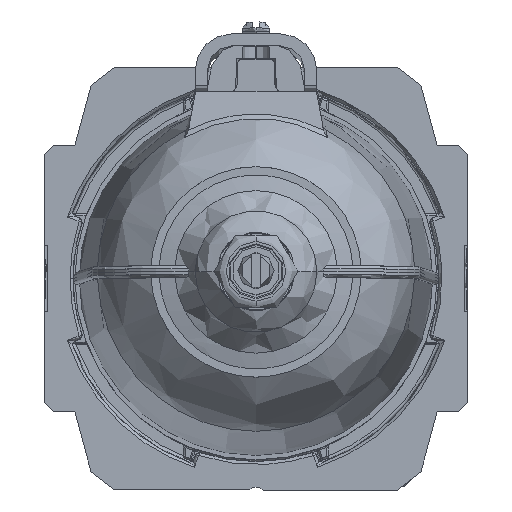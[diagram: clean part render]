
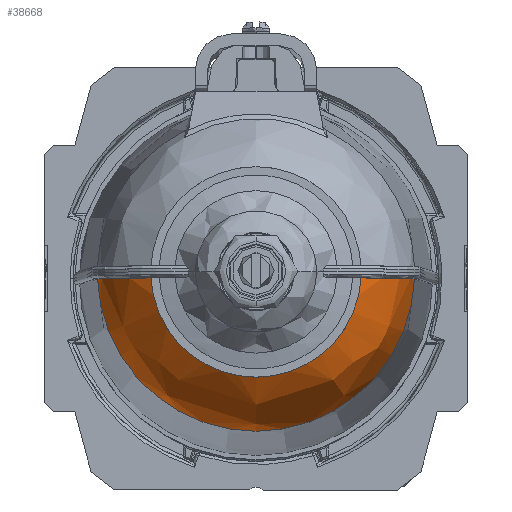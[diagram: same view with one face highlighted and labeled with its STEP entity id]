
A CAD part, front view. The second image highlights one B-rep face of the part: STEP entity #38668.
In plain terms, the highlighted free-form (B-spline) face has degree [3, 3] with [4, 4] control points.
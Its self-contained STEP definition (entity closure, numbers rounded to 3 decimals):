
#814 = EDGE_CURVE ( 'NONE', #22172, #44201, #39057, .T. ) ;
#1968 = CARTESIAN_POINT ( 'NONE',  ( 23.548, 1., -54.751 ) ) ;
#2556 = CARTESIAN_POINT ( 'NONE',  ( 17.423, 0.343, -59.833 ) ) ;
#3742 = CARTESIAN_POINT ( 'NONE',  ( -17.397, 1., -59.833 ) ) ;
#3938 = CARTESIAN_POINT ( 'NONE',  ( -24.112, 1., -53.883 ) ) ;
#6222 = CARTESIAN_POINT ( 'NONE',  ( 26.25, 1., -46.545 ) ) ;
#6431 = CARTESIAN_POINT ( 'NONE',  ( 22.914, 1., -55.593 ) ) ;
#6819 = CARTESIAN_POINT ( 'NONE',  ( 26.264, 0.517, -46.545 ) ) ;
#7018 = CARTESIAN_POINT ( 'NONE',  ( -16.763, 33.862, -59.833 ) ) ;
#7275 = FACE_OUTER_BOUND ( 'NONE', #30171, .T. ) ;
#8394 = CARTESIAN_POINT ( 'NONE',  ( -24.624, 1., -52.961 ) ) ;
#10900 = CARTESIAN_POINT ( 'NONE',  ( 21.983, 1., -56.655 ) ) ;
#11093 = CARTESIAN_POINT ( 'NONE',  ( -25.269, 51.045, -46.545 ) ) ;
#11283 = CARTESIAN_POINT ( 'NONE',  ( -26.264, 0.517, -46.545 ) ) ;
#12864 = CARTESIAN_POINT ( 'NONE',  ( -25.336, 1., -51.367 ) ) ;
#15189 = CARTESIAN_POINT ( 'NONE',  ( 25.98, 1., -49.338 ) ) ;
#15250 = ORIENTED_EDGE ( 'NONE', *, *, #18593, .F. ) ;
#15388 = CARTESIAN_POINT ( 'NONE',  ( 20.416, 1., -58.046 ) ) ;
#15428 = CARTESIAN_POINT ( 'NONE',  ( -17.397, 1., -59.833 ) ) ;
#15434 = CARTESIAN_POINT ( 'NONE',  ( -26.25, 1., -46.545 ) ) ;
#15796 = CARTESIAN_POINT ( 'NONE',  ( 25.12, 50.744, -52.469 ) ) ;
#15958 = AXIS2_PLACEMENT_3D ( 'NONE', #48892, #22192, #53353 ) ;
#17194 = CARTESIAN_POINT ( 'NONE',  ( -19.538, 1., -58.658 ) ) ;
#17390 = CARTESIAN_POINT ( 'NONE',  ( -25.749, 1., -50.03 ) ) ;
#18593 = EDGE_CURVE ( 'NONE', #22172, #54703, #44371, .T. ) ;
#19731 = CARTESIAN_POINT ( 'NONE',  ( 25.331, 1., -51.345 ) ) ;
#19757 = ORIENTED_EDGE ( 'NONE', *, *, #48795, .T. ) ;
#19919 = CARTESIAN_POINT ( 'NONE',  ( 18.958, 1., -59.024 ) ) ;
#20316 = CARTESIAN_POINT ( 'NONE',  ( -26.109, 0.514, -52.469 ) ) ;
#21682 = CARTESIAN_POINT ( 'NONE',  ( -20.395, 1., -58.047 ) ) ;
#21882 = CARTESIAN_POINT ( 'NONE',  ( -25.987, 1., -48.997 ) ) ;
#22172 = VERTEX_POINT ( 'NONE', #32127 ) ;
#22192 = DIRECTION ( 'NONE',  ( 0., 0., 1. ) ) ;
#22589 = AXIS2_PLACEMENT_3D ( 'NONE', #52203, #25517, #56694 ) ;
#24184 = CARTESIAN_POINT ( 'NONE',  ( 24.93, 1., -52.324 ) ) ;
#24375 = CARTESIAN_POINT ( 'NONE',  ( 18.031, 1., -59.535 ) ) ;
#24770 = CARTESIAN_POINT ( 'NONE',  ( 21.962, 44.364, -57.402 ) ) ;
#25517 = DIRECTION ( 'NONE',  ( 0., 0., -1. ) ) ;
#25616 =( BOUNDED_SURFACE ( )  B_SPLINE_SURFACE ( 3, 3, ( 
 ( #6819, #29072, #11093, #11283 ),
 ( #42515, #15796, #46982, #20316 ),
 ( #51461, #24770, #55938, #29250 ),
 ( #2556, #33761, #7018, #38212 ) ),
 .UNSPECIFIED., .F., .F., .F. ) 
 B_SPLINE_SURFACE_WITH_KNOTS ( ( 4, 4 ),
 ( 4, 4 ),
 ( 0., 1. ),
 ( 0., 1. ),
 .UNSPECIFIED. ) 
 GEOMETRIC_REPRESENTATION_ITEM ( )  RATIONAL_B_SPLINE_SURFACE ( (
 ( 1., 0.346, 0.346, 1.),
 ( 0.898, 0.311, 0.311, 0.898),
 ( 0.898, 0.311, 0.311, 0.898),
 ( 1., 0.346, 0.346, 1.) ) ) 
 REPRESENTATION_ITEM ( '' )  SURFACE ( )  );
#25727 = CIRCLE ( 'NONE', #22589, 17.426 ) ;
#25968 = CARTESIAN_POINT ( 'NONE',  ( -18.037, 1., -59.546 ) ) ;
#26167 = CARTESIAN_POINT ( 'NONE',  ( -22.02, 1., -56.689 ) ) ;
#26359 = CARTESIAN_POINT ( 'NONE',  ( -26.231, 1., -47.252 ) ) ;
#28678 = CARTESIAN_POINT ( 'NONE',  ( 24.129, 1., -53.878 ) ) ;
#28865 = CARTESIAN_POINT ( 'NONE',  ( 17.397, 1., -59.833 ) ) ;
#29072 = CARTESIAN_POINT ( 'NONE',  ( 25.269, 51.045, -46.545 ) ) ;
#29250 = CARTESIAN_POINT ( 'NONE',  ( -22.826, 0.449, -57.402 ) ) ;
#30171 = EDGE_LOOP ( 'NONE', ( #45776, #19757, #15250, #51820 ) ) ;
#30653 = CARTESIAN_POINT ( 'NONE',  ( -23.926, 1., -54.185 ) ) ;
#30792 = EDGE_CURVE ( 'NONE', #34750, #44201, #25727, .T. ) ;
#32127 = CARTESIAN_POINT ( 'NONE',  ( 26.25, 1., -46.545 ) ) ;
#33183 = CARTESIAN_POINT ( 'NONE',  ( 23.344, 1., -55.036 ) ) ;
#33761 = CARTESIAN_POINT ( 'NONE',  ( 16.763, 33.862, -59.833 ) ) ;
#34750 = VERTEX_POINT ( 'NONE', #15428 ) ;
#35122 = CARTESIAN_POINT ( 'NONE',  ( -24.461, 1., -53.271 ) ) ;
#36071 = CARTESIAN_POINT ( 'NONE',  ( 17.397, 1., -59.833 ) ) ;
#37630 = CARTESIAN_POINT ( 'NONE',  ( 22.687, 1., -55.866 ) ) ;
#38212 = CARTESIAN_POINT ( 'NONE',  ( -17.423, 0.343, -59.833 ) ) ;
#38668 = ADVANCED_FACE ( 'NONE', ( #7275 ), #25616, .T. ) ;
#39057 = B_SPLINE_CURVE_WITH_KNOTS ( 'NONE', 3,
 ( #6222, #41932, #15189, #46410, #19731, #50875, #24184, #55369, #28678, #1968, #33183, #6431, #37630, #10900, #42124, #15388, #46599, #19919, #51076, #24375, #55546, #28865 ),
 .UNSPECIFIED., .F., .F.,
 ( 4, 2, 2, 2, 2, 2, 2, 2, 2, 2, 4 ),
 ( 0., 0.004, 0.005, 0.006, 0.008, 0.009, 0.01, 0.013, 0.015, 0.016, 0.017 ),
 .UNSPECIFIED. ) ;
#39621 = CARTESIAN_POINT ( 'NONE',  ( -25.078, 1., -52.015 ) ) ;
#41932 = CARTESIAN_POINT ( 'NONE',  ( 26.213, 1., -47.961 ) ) ;
#42124 = CARTESIAN_POINT ( 'NONE',  ( 21.482, 1., -57.143 ) ) ;
#42515 = CARTESIAN_POINT ( 'NONE',  ( 26.109, 0.514, -52.469 ) ) ;
#43903 = CARTESIAN_POINT ( 'NONE',  ( -18.652, 1., -59.216 ) ) ;
#44110 = CARTESIAN_POINT ( 'NONE',  ( -25.654, 1., -50.367 ) ) ;
#44201 = VERTEX_POINT ( 'NONE', #36071 ) ;
#44371 = CIRCLE ( 'NONE', #15958, 26.269 ) ;
#45776 = ORIENTED_EDGE ( 'NONE', *, *, #30792, .F. ) ;
#46410 = CARTESIAN_POINT ( 'NONE',  ( 25.45, 1., -51.012 ) ) ;
#46599 = CARTESIAN_POINT ( 'NONE',  ( 19.852, 1., -58.46 ) ) ;
#46982 = CARTESIAN_POINT ( 'NONE',  ( -25.12, 50.744, -52.469 ) ) ;
#48376 = CARTESIAN_POINT ( 'NONE',  ( -19.828, 1., -58.462 ) ) ;
#48576 = CARTESIAN_POINT ( 'NONE',  ( -25.915, 1., -49.345 ) ) ;
#48795 = EDGE_CURVE ( 'NONE', #34750, #54703, #54145, .T. ) ;
#48892 = CARTESIAN_POINT ( 'NONE',  ( 0., 0., -46.545 ) ) ;
#50875 = CARTESIAN_POINT ( 'NONE',  ( 25.071, 1., -52.002 ) ) ;
#51076 = CARTESIAN_POINT ( 'NONE',  ( 18.651, 1., -59.202 ) ) ;
#51461 = CARTESIAN_POINT ( 'NONE',  ( 22.826, 0.449, -57.402 ) ) ;
#51820 = ORIENTED_EDGE ( 'NONE', *, *, #814, .T. ) ;
#52203 = CARTESIAN_POINT ( 'NONE',  ( 0., 0., -59.833 ) ) ;
#52834 = CARTESIAN_POINT ( 'NONE',  ( -20.673, 1., -57.828 ) ) ;
#53039 = CARTESIAN_POINT ( 'NONE',  ( -26.163, 1., -47.954 ) ) ;
#53353 = DIRECTION ( 'NONE',  ( 1., 0., 0. ) ) ;
#54145 = B_SPLINE_CURVE_WITH_KNOTS ( 'NONE', 3,
 ( #3742, #25968, #43903, #17194, #48376, #21682, #52834, #26167, #57338, #30653, #3938, #35122, #8394, #39621, #12864, #44110, #17390, #48576, #21882, #53039, #26359, #57535 ),
 .UNSPECIFIED., .F., .F.,
 ( 4, 2, 2, 2, 2, 2, 2, 2, 2, 2, 4 ),
 ( 0.004, 0.006, 0.007, 0.008, 0.013, 0.014, 0.015, 0.017, 0.018, 0.019, 0.021 ),
 .UNSPECIFIED. ) ;
#54703 = VERTEX_POINT ( 'NONE', #15434 ) ;
#55369 = CARTESIAN_POINT ( 'NONE',  ( 24.475, 1., -53.272 ) ) ;
#55546 = CARTESIAN_POINT ( 'NONE',  ( 17.716, 1., -59.689 ) ) ;
#55938 = CARTESIAN_POINT ( 'NONE',  ( -21.962, 44.364, -57.402 ) ) ;
#56694 = DIRECTION ( 'NONE',  ( 1., 0., 0. ) ) ;
#57338 = CARTESIAN_POINT ( 'NONE',  ( -22.949, 1., -55.648 ) ) ;
#57535 = CARTESIAN_POINT ( 'NONE',  ( -26.25, 1., -46.545 ) ) ;
